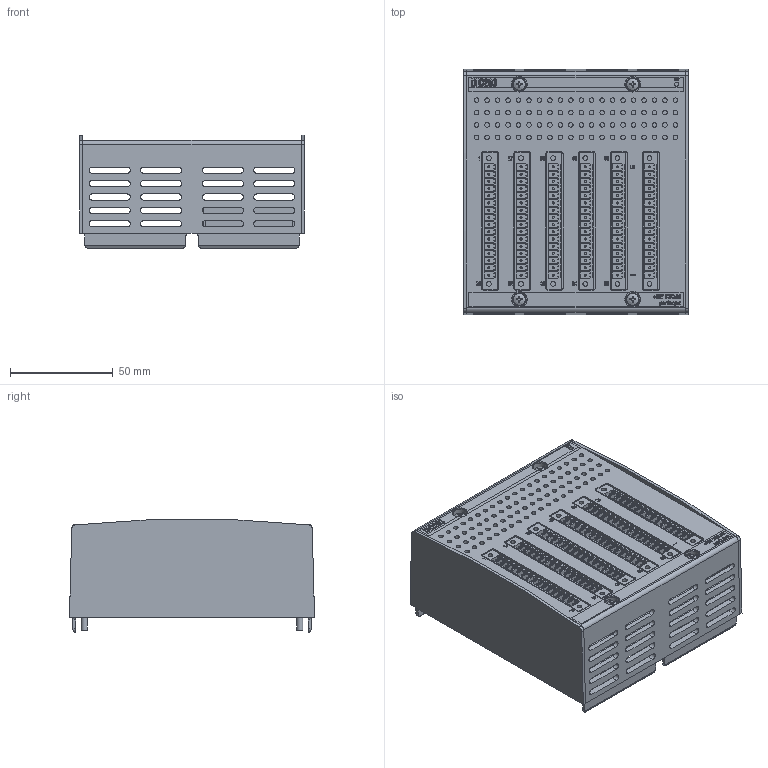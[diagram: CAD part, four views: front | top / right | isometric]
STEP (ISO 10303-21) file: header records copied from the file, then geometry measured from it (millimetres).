
FILE_DESCRIPTION(/* description */ ('DIO280'),/* implementation_level */ '2;1');
FILE_NAME(/* name */ 'M0017149004.stp',/* time_stamp */ '2019-02-11T08:43:16+01:00',/* author */ ('schwendm'),/* organization */ ('2019 Bachmann electronic GmbH'),/* preprocessor_version */ 'ST-DEVELOPER v15.2',/* originating_system */ 'Autodesk Inventor 2014',/* authorisation */ '-');
FILE_SCHEMA (('AUTOMOTIVE_DESIGN { 1 0 10303 214 3 1 1 }'));
Products named in the file (1): M0017149004
Bounding box: 109 x 119 x 54.88 mm (x, y, z)
Volume: 116877.8 mm3; surface area: 149276.3 mm2
Topology: 16 solids, 16 shells, 2804 faces, 7799 edges, 5295 vertices
Faces by surface type: plane 1991, cylinder 478, bspline 315, cone 16, sphere 4
Full cylindrical faces by diameter (mm): 1 x96, 2.1 x2, 2.2 x80, 2.3 x12, 2.46 x6, 3 x4, 3.5 x4, 6.6 x4, 7.6 x4
Entity records: 93402 total; most frequent: CARTESIAN_POINT 21458, ORIENTED_EDGE 14918, DIRECTION 12414, EDGE_CURVE 7459, LINE 5548, VECTOR 5548, VERTEX_POINT 5181, EDGE_LOOP 3582
